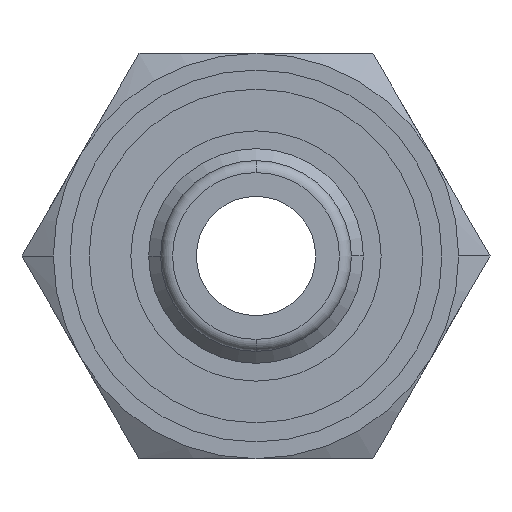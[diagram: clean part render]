
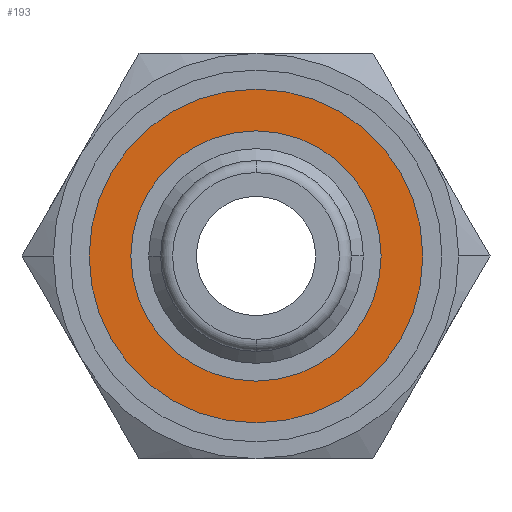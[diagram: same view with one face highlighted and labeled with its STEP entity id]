
A CAD part, front view. The second image highlights one B-rep face of the part: STEP entity #193.
In plain terms, the highlighted planar face has unit normal (0, -1, 0).
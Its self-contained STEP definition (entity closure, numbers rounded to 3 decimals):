
#193=ADVANCED_FACE('',(#386,#387),#388,.T.);
#386=FACE_BOUND('',#571,.T.);
#387=FACE_OUTER_BOUND('',#572,.T.);
#388=PLANE('',#573);
#571=EDGE_LOOP('',(#1038,#1039));
#572=EDGE_LOOP('',(#1040,#1041));
#573=AXIS2_PLACEMENT_3D('',#1042,#1043,#1044);
#1038=ORIENTED_EDGE('',*,*,#1221,.T.);
#1039=ORIENTED_EDGE('',*,*,#1196,.T.);
#1040=ORIENTED_EDGE('',*,*,#1122,.T.);
#1041=ORIENTED_EDGE('',*,*,#1146,.T.);
#1042=CARTESIAN_POINT('',(0.0,23.5,0.0));
#1043=DIRECTION('',(0.0,-1.0,0.0));
#1044=DIRECTION('',(-1.0,0.0,0.0));
#1122=EDGE_CURVE('',#1344,#1349,#1351,.T.);
#1146=EDGE_CURVE('',#1349,#1344,#1381,.T.);
#1196=EDGE_CURVE('',#1439,#1441,#1443,.T.);
#1221=EDGE_CURVE('',#1441,#1439,#1470,.T.);
#1344=VERTEX_POINT('',#1741);
#1349=VERTEX_POINT('',#1747);
#1351=CIRCLE('',#1750,7.0);
#1381=CIRCLE('',#1841,7.0);
#1439=VERTEX_POINT('',#1960);
#1441=VERTEX_POINT('',#1963);
#1443=CIRCLE('',#1966,5.25);
#1470=CIRCLE('',#2019,5.25);
#1741=CARTESIAN_POINT('',(7.0,23.5,0.0));
#1747=CARTESIAN_POINT('',(-7.0,23.5,0.));
#1750=AXIS2_PLACEMENT_3D('',#2132,#2133,#2134);
#1841=AXIS2_PLACEMENT_3D('',#2153,#2154,#2155);
#1960=CARTESIAN_POINT('',(5.25,23.5,0.));
#1963=CARTESIAN_POINT('',(-5.25,23.5,0.));
#1966=AXIS2_PLACEMENT_3D('',#2218,#2219,#2220);
#2019=AXIS2_PLACEMENT_3D('',#2237,#2238,#2239);
#2132=CARTESIAN_POINT('',(0.0,23.5,0.0));
#2133=DIRECTION('',(0.0,-1.0,0.0));
#2134=DIRECTION('',(1.0,0.0,0.0));
#2153=CARTESIAN_POINT('',(0.0,23.5,0.0));
#2154=DIRECTION('',(0.0,-1.0,0.0));
#2155=DIRECTION('',(1.0,0.0,0.0));
#2218=CARTESIAN_POINT('',(0.0,23.5,0.0));
#2219=DIRECTION('',(-0.0,1.0,0.0));
#2220=DIRECTION('',(1.0,0.0,0.0));
#2237=CARTESIAN_POINT('',(0.0,23.5,0.0));
#2238=DIRECTION('',(-0.0,1.0,0.0));
#2239=DIRECTION('',(1.0,0.0,0.0));
